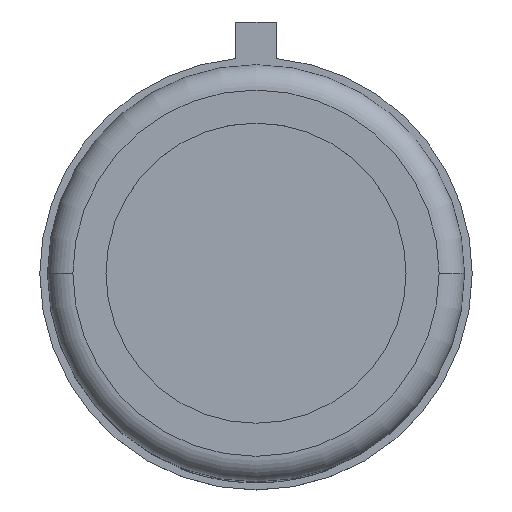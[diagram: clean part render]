
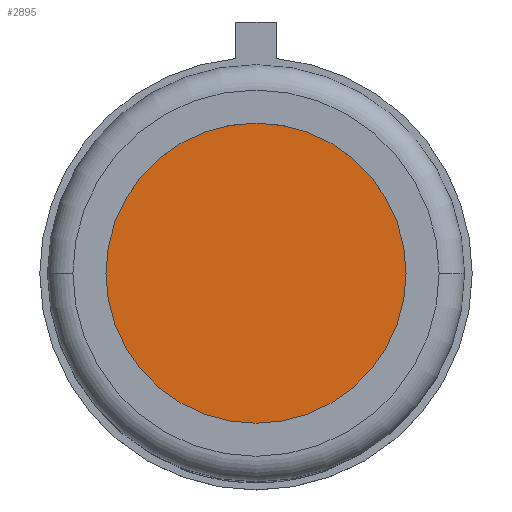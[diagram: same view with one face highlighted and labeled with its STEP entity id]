
A CAD part, top view. The second image highlights one B-rep face of the part: STEP entity #2895.
In plain terms, the highlighted planar face has unit normal (0, 0, 1).
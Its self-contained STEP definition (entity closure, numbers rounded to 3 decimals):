
#409 = DIRECTION ( 'NONE',  ( 0., 0., 1. ) ) ;
#638 = AXIS2_PLACEMENT_3D ( 'NONE', #5982, #409, #7999 ) ;
#1835 = AXIS2_PLACEMENT_3D ( 'NONE', #4654, #2612, #8437 ) ;
#2612 = DIRECTION ( 'NONE',  ( 0., 0., 1. ) ) ;
#2895 = ADVANCED_FACE ( 'NONE', ( #11295 ), #5601, .T. ) ;
#3388 = DIRECTION ( 'NONE',  ( -1., 0., 0. ) ) ;
#4261 = VERTEX_POINT ( 'NONE', #5052 ) ;
#4491 = CARTESIAN_POINT ( 'NONE',  ( 2.95, 0., 6.6 ) ) ;
#4544 = CARTESIAN_POINT ( 'NONE',  ( 0., 0., 6.6 ) ) ;
#4654 = CARTESIAN_POINT ( 'NONE',  ( 0., 0., 6.6 ) ) ;
#5052 = CARTESIAN_POINT ( 'NONE',  ( -2.95, 0., 6.6 ) ) ;
#5250 = EDGE_CURVE ( 'NONE', #4261, #11777, #7450, .T. ) ;
#5601 = PLANE ( 'NONE',  #1835 ) ;
#5982 = CARTESIAN_POINT ( 'NONE',  ( 0., 0., 6.6 ) ) ;
#6640 = EDGE_CURVE ( 'NONE', #11777, #4261, #9968, .T. ) ;
#7450 = CIRCLE ( 'NONE', #10495, 2.95 ) ;
#7999 = DIRECTION ( 'NONE',  ( -1., 0., 0. ) ) ;
#8437 = DIRECTION ( 'NONE',  ( -1., 0., 0. ) ) ;
#9968 = CIRCLE ( 'NONE', #638, 2.95 ) ;
#10325 = DIRECTION ( 'NONE',  ( 0., 0., 1. ) ) ;
#10495 = AXIS2_PLACEMENT_3D ( 'NONE', #4544, #10325, #3388 ) ;
#10947 = ORIENTED_EDGE ( 'NONE', *, *, #6640, .T. ) ;
#11110 = EDGE_LOOP ( 'NONE', ( #11658, #10947 ) ) ;
#11295 = FACE_OUTER_BOUND ( 'NONE', #11110, .T. ) ;
#11658 = ORIENTED_EDGE ( 'NONE', *, *, #5250, .T. ) ;
#11777 = VERTEX_POINT ( 'NONE', #4491 ) ;
